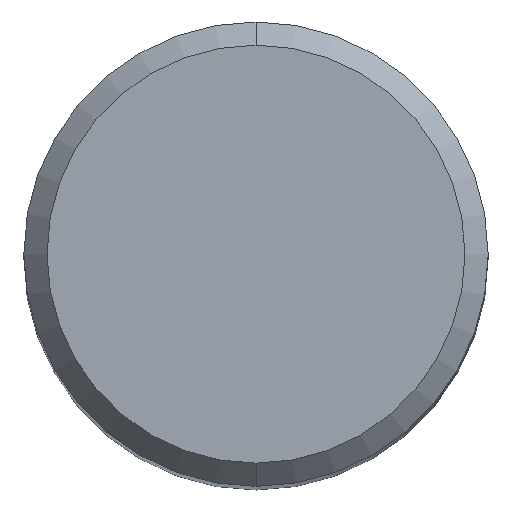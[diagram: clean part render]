
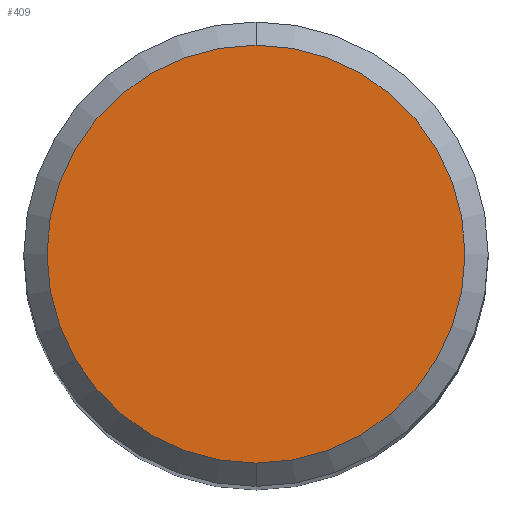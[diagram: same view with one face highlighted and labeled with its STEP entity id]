
A CAD part, top view. The second image highlights one B-rep face of the part: STEP entity #409.
In plain terms, the highlighted planar face has unit normal (0, 0, 1).
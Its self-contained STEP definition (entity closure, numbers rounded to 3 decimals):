
#261=VERTEX_POINT('',#576);
#359=VERTEX_POINT('',#684);
#371=EDGE_CURVE('',#261,#359,#696,.T.);
#389=EDGE_CURVE('',#359,#261,#717,.T.);
#409=ADVANCED_FACE('',(#739),#740,.T.);
#576=CARTESIAN_POINT('',(0.0,5.4,0.0));
#684=CARTESIAN_POINT('',(0.,-5.4,0.0));
#696=CIRCLE('',#1289,5.4);
#717=CIRCLE('',#1343,5.4);
#739=FACE_OUTER_BOUND('',#1376,.T.);
#740=PLANE('',#1377);
#1289=AXIS2_PLACEMENT_3D('',#1731,#1732,#1733);
#1343=AXIS2_PLACEMENT_3D('',#1771,#1772,#1773);
#1376=EDGE_LOOP('',(#1805,#1806));
#1377=AXIS2_PLACEMENT_3D('',#1807,#1808,#1809);
#1731=CARTESIAN_POINT('',(0.0,0.0,0.0));
#1732=DIRECTION('',(0.0,0.0,-1.0));
#1733=DIRECTION('',(0.0,1.0,0.0));
#1771=CARTESIAN_POINT('',(0.0,0.0,0.0));
#1772=DIRECTION('',(0.0,0.0,-1.0));
#1773=DIRECTION('',(0.0,1.0,0.0));
#1805=ORIENTED_EDGE('',*,*,#371,.F.);
#1806=ORIENTED_EDGE('',*,*,#389,.F.);
#1807=CARTESIAN_POINT('',(0.0,2.7,0.0));
#1808=DIRECTION('',(-0.0,0.0,1.0));
#1809=DIRECTION('',(0.0,-1.0,0.0));
